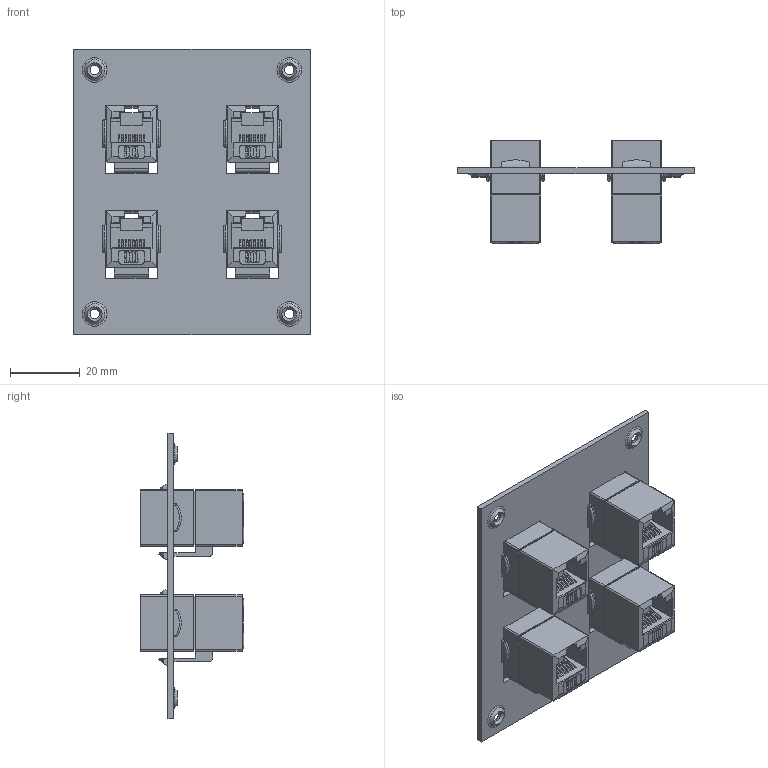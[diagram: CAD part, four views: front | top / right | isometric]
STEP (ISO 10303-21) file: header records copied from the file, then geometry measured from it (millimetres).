
FILE_DESCRIPTION (( 'STEP AP214' ), '1' );
FILE_NAME ('USP4MC6A.STEP', '2018-04-25T14:54:16', ( '' ), ( '' ), 'SwSTEP 2.0', 'SolidWorks 2017', '' );
FILE_SCHEMA (( 'AUTOMOTIVE_DESIGN' ));
Length unit declared in the file: inch
Products named in the file (3): TDG1026KC6A_no label; 1AR03-002; USP4MC6A
Assembly tree (5 placements, depth 2):
  USP4MC6A
    1AR03-002
    TDG1026KC6A_no label  x4
Bounding box: 68.07 x 29.8 x 82.04 mm (x, y, z)
Volume: 27432.6 mm3; surface area: 25435.3 mm2
Topology: 5 solids, 5 shells, 1082 faces, 2920 edges, 1900 vertices
Faces by surface type: plane 706, bspline 200, cylinder 132, torus 16, sphere 16, cone 12
Full cylindrical faces by diameter (mm): 2.705 x4
Entity records: 11660 total; most frequent: CARTESIAN_POINT 4075, ORIENTED_EDGE 1540, DIRECTION 1302, EDGE_CURVE 770, LINE 568, VECTOR 568, VERTEX_POINT 522, EDGE_LOOP 408
